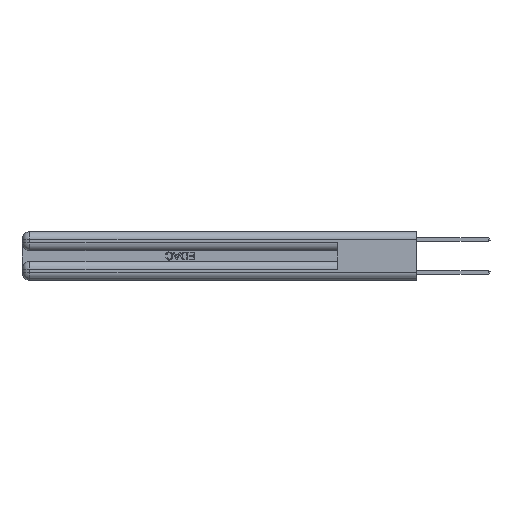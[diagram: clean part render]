
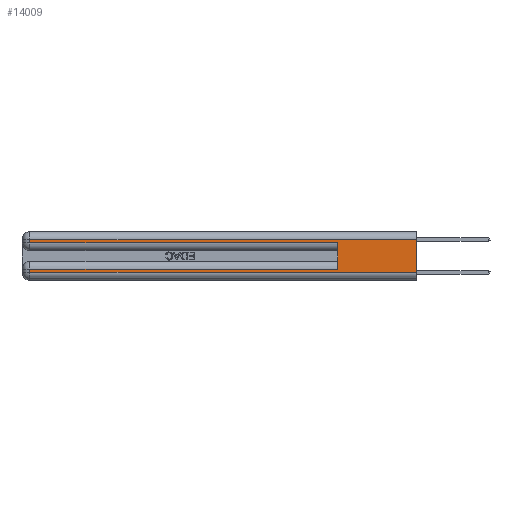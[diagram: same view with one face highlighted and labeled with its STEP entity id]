
A CAD part, left-side view. The second image highlights one B-rep face of the part: STEP entity #14009.
In plain terms, the highlighted planar face has unit normal (-1, 0, 0).
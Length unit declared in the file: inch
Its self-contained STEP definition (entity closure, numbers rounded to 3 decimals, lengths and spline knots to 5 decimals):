
#1640 = FACE_OUTER_BOUND ( 'NONE', #5424, .T. ) ;
#1906 = CARTESIAN_POINT ( 'NONE',  ( 0., 0., 0.06 ) ) ;
#1919 = EDGE_CURVE ( 'NONE', #27562, #10396, #4163, .T. ) ;
#1957 = CARTESIAN_POINT ( 'NONE',  ( 0., 0., 0.37 ) ) ;
#2369 = DIRECTION ( 'NONE',  ( 0., -1., 0. ) ) ;
#2418 = CARTESIAN_POINT ( 'NONE',  ( 0., 0., 0.31 ) ) ;
#3830 = VECTOR ( 'NONE', #4471, 39.37008 ) ;
#3973 = ORIENTED_EDGE ( 'NONE', *, *, #1919, .T. ) ;
#4163 = LINE ( 'NONE', #14529, #6253 ) ;
#4471 = DIRECTION ( 'NONE',  ( 0., 1., 0. ) ) ;
#4594 = CARTESIAN_POINT ( 'NONE',  ( 0., 0., 0.06 ) ) ;
#4853 = DIRECTION ( 'NONE',  ( 0., 0., -1. ) ) ;
#5165 = VECTOR ( 'NONE', #14953, 39.37008 ) ;
#5424 = EDGE_LOOP ( 'NONE', ( #32461, #19306, #3973, #19146, #19895, #11235, #18650, #27662 ) ) ;
#5449 = CARTESIAN_POINT ( 'NONE',  ( 0., 2.94, 0.085 ) ) ;
#5976 = CARTESIAN_POINT ( 'NONE',  ( 0., 0.6, 0.145 ) ) ;
#6253 = VECTOR ( 'NONE', #24911, 39.37008 ) ;
#6758 = CARTESIAN_POINT ( 'NONE',  ( 0., 0., 0.37 ) ) ;
#7124 = VECTOR ( 'NONE', #2369, 39.37008 ) ;
#7193 = LINE ( 'NONE', #2418, #16385 ) ;
#8745 = EDGE_CURVE ( 'NONE', #10396, #11168, #15278, .T. ) ;
#9290 = EDGE_CURVE ( 'NONE', #30981, #27562, #7193, .T. ) ;
#9807 = VERTEX_POINT ( 'NONE', #26665 ) ;
#10162 = VECTOR ( 'NONE', #24356, 39.37008 ) ;
#10396 = VERTEX_POINT ( 'NONE', #11670 ) ;
#11046 = CARTESIAN_POINT ( 'NONE',  ( 0., 0.6, 0.285 ) ) ;
#11168 = VERTEX_POINT ( 'NONE', #11046 ) ;
#11235 = ORIENTED_EDGE ( 'NONE', *, *, #31615, .T. ) ;
#11670 = CARTESIAN_POINT ( 'NONE',  ( 0., 2.94, 0.285 ) ) ;
#12188 = PLANE ( 'NONE',  #25751 ) ;
#12785 = DIRECTION ( 'NONE',  ( 0., 1., 0. ) ) ;
#14009 = ADVANCED_FACE ( 'NONE', ( #1640 ), #12188, .F. ) ;
#14340 = VERTEX_POINT ( 'NONE', #1906 ) ;
#14529 = CARTESIAN_POINT ( 'NONE',  ( 0., 2.94, 0.37 ) ) ;
#14660 = CARTESIAN_POINT ( 'NONE',  ( 0., 0., 0.085 ) ) ;
#14816 = EDGE_CURVE ( 'NONE', #22336, #14340, #33134, .T. ) ;
#14953 = DIRECTION ( 'NONE',  ( 0., -1., 0. ) ) ;
#15278 = LINE ( 'NONE', #25684, #7124 ) ;
#15515 = EDGE_CURVE ( 'NONE', #30981, #14340, #25275, .T. ) ;
#15696 = DIRECTION ( 'NONE',  ( 0., 0., -1. ) ) ;
#16385 = VECTOR ( 'NONE', #12785, 39.37008 ) ;
#16720 = VECTOR ( 'NONE', #23327, 39.37008 ) ;
#17646 = VECTOR ( 'NONE', #4853, 39.37008 ) ;
#18650 = ORIENTED_EDGE ( 'NONE', *, *, #25892, .T. ) ;
#19146 = ORIENTED_EDGE ( 'NONE', *, *, #8745, .T. ) ;
#19306 = ORIENTED_EDGE ( 'NONE', *, *, #9290, .T. ) ;
#19761 = CARTESIAN_POINT ( 'NONE',  ( 0., 2.94, 0.37 ) ) ;
#19887 = CARTESIAN_POINT ( 'NONE',  ( 0., 0., 0.31 ) ) ;
#19895 = ORIENTED_EDGE ( 'NONE', *, *, #27519, .F. ) ;
#22336 = VERTEX_POINT ( 'NONE', #30644 ) ;
#23327 = DIRECTION ( 'NONE',  ( 0., 0., 1. ) ) ;
#24356 = DIRECTION ( 'NONE',  ( 0., 0., -1. ) ) ;
#24911 = DIRECTION ( 'NONE',  ( 0., 0., -1. ) ) ;
#25275 = LINE ( 'NONE', #1957, #17646 ) ;
#25684 = CARTESIAN_POINT ( 'NONE',  ( 0., 0., 0.285 ) ) ;
#25751 = AXIS2_PLACEMENT_3D ( 'NONE', #6758, #28626, #15696 ) ;
#25892 = EDGE_CURVE ( 'NONE', #32360, #22336, #29454, .T. ) ;
#26665 = CARTESIAN_POINT ( 'NONE',  ( 0., 0.6, 0.085 ) ) ;
#27248 = LINE ( 'NONE', #14660, #3830 ) ;
#27519 = EDGE_CURVE ( 'NONE', #9807, #11168, #29253, .T. ) ;
#27562 = VERTEX_POINT ( 'NONE', #32617 ) ;
#27662 = ORIENTED_EDGE ( 'NONE', *, *, #14816, .T. ) ;
#28626 = DIRECTION ( 'NONE',  ( 1., 0., 0. ) ) ;
#29253 = LINE ( 'NONE', #5976, #16720 ) ;
#29454 = LINE ( 'NONE', #19761, #10162 ) ;
#30644 = CARTESIAN_POINT ( 'NONE',  ( 0., 2.94, 0.06 ) ) ;
#30981 = VERTEX_POINT ( 'NONE', #19887 ) ;
#31615 = EDGE_CURVE ( 'NONE', #9807, #32360, #27248, .T. ) ;
#32360 = VERTEX_POINT ( 'NONE', #5449 ) ;
#32461 = ORIENTED_EDGE ( 'NONE', *, *, #15515, .F. ) ;
#32617 = CARTESIAN_POINT ( 'NONE',  ( 0., 2.94, 0.31 ) ) ;
#33134 = LINE ( 'NONE', #4594, #5165 ) ;
